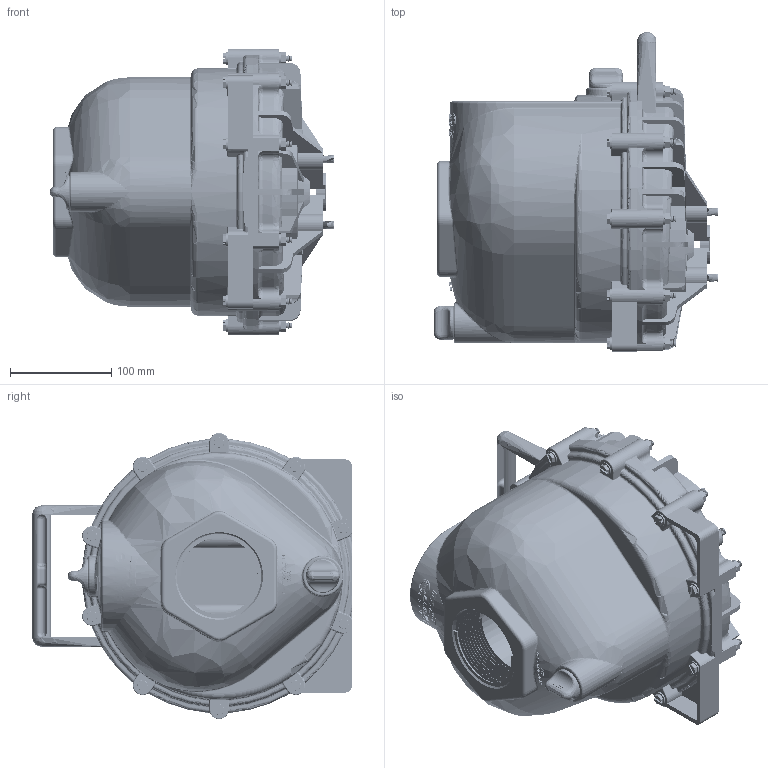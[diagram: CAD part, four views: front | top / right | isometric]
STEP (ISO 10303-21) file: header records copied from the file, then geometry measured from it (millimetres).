
FILE_DESCRIPTION(/* description */ ('POLY PUMP REAR BRACKET '),/* implementation_level */ '2;1');
FILE_NAME(/* name */ '300POV.stp',/* time_stamp */ '2016-08-15T11:01:29-04:00',/* author */ ('DGutierrez'),/* organization */ (''),/* preprocessor_version */ 'ST-DEVELOPER v16.1',/* originating_system */ 'Autodesk Inventor 2016',/* authorisation */ '');
FILE_SCHEMA (('AUTOMOTIVE_DESIGN { 1 0 10303 214 3 1 1 }'));
Length unit declared in the file: inch
Products named in the file (27): 12703A; 13712X; 13777; 13778V; 13712VP; 12733V; 12717V; 13702; 13772; 13771; 12705V; 12774VA; 12900; 12725; 12719AV; 12754V; 12720; V07018; V07019; 12902A; 12765A; 12901; 12715A; 12710V; 12775A; 12716; 300POV
Assembly tree (65 placements, depth 3):
  300POV
    12703A
    13712VP
      13712X
      13777  x2
      13778V  x2
    12733V
    12717V  x4
    13702
    13771
      13772
    12705V
    12774VA
    12900
    12725  x2
    12719AV
    12754V
    12720  x10
    V07018  x10
    V07019  x10
    12902A
    12765A
    12901  x4
    12715A  x4
    12710V
    12775A
    12716
Bounding box: 281.69 x 316.26 x 283.21 mm (x, y, z)
Volume: 3249556.5 mm3; surface area: 1196776.5 mm2
Topology: 81 solids, 82 shells, 7508 faces, 18254 edges, 11000 vertices
Faces by surface type: cylinder 2057, cone 1833, plane 1818, bspline 1074, torus 697, sphere 29
Full cylindrical faces by diameter (mm): 2.87 x2, 2.921 x2, 3.505 x14, 4.572 x1, 4.877 x8, 5.207 x2, 5.588 x7, 6.35 x430, 6.858 x20, 7.747 x1, 7.938 x4, 8.731 x4, 11.112 x1, 11.906 x4, 13.208 x10, 17.145 x1, 17.399 x1, 17.475 x4, 17.78 x2, 18.263 x1, 19.05 x1, 20.701 x4, 20.955 x1, 24.892 x1, 26.924 x1, 29.21 x1, 29.718 x2, 30.162 x1, 30.226 x1, 30.734 x1
Entity records: 218637 total; most frequent: CARTESIAN_POINT 119384, ORIENTED_EDGE 22516, DIRECTION 17402, EDGE_CURVE 11257, VERTEX_POINT 7387, AXIS2_PLACEMENT_3D 6621, EDGE_LOOP 4970, FACE_OUTER_BOUND 4404
